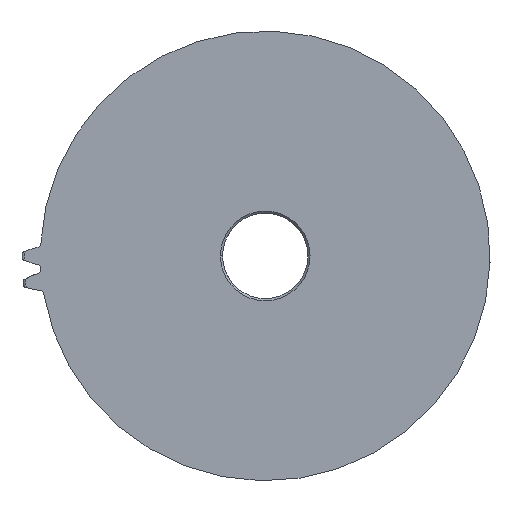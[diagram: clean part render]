
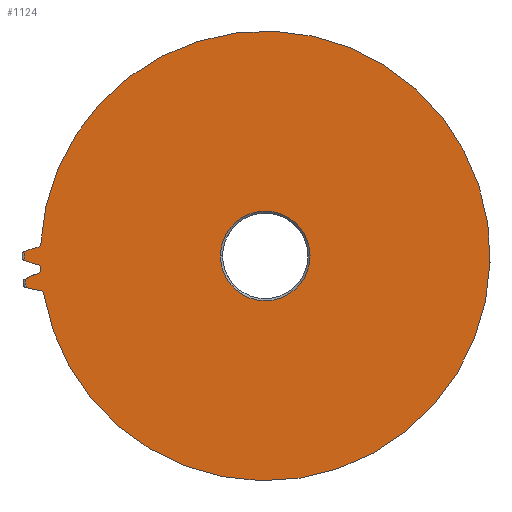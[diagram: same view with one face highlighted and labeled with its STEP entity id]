
A CAD part, left-side view. The second image highlights one B-rep face of the part: STEP entity #1124.
In plain terms, the highlighted planar face has unit normal (-1, 0, 0).
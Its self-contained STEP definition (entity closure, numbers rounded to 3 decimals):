
#252=CARTESIAN_POINT('',(-2.5,11.298,0.2));
#253=CARTESIAN_POINT('',(-2.5,11.298,0.2));
#254=CARTESIAN_POINT('',(-2.5,11.263,0.215));
#255=CARTESIAN_POINT('',(-2.5,11.193,0.243));
#256=CARTESIAN_POINT('',(-2.5,11.088,0.283));
#257=CARTESIAN_POINT('',(-2.5,10.983,0.319));
#258=CARTESIAN_POINT('',(-2.5,10.876,0.352));
#259=CARTESIAN_POINT('',(-2.5,10.768,0.381));
#260=CARTESIAN_POINT('',(-2.5,10.691,0.4));
#261=CARTESIAN_POINT('',(-2.5,10.65,0.408));
#262=CARTESIAN_POINT('',(-2.5,10.645,0.409));
#264=CARTESIAN_POINT('',(-2.5,10.678,0.562));
#265=DIRECTION('',(-1.,0.,0.));
#266=DIRECTION('',(0.,-0.213,-0.977));
#267=AXIS2_PLACEMENT_3D('',#264,#265,#266);
#269=CARTESIAN_POINT('',(-2.5,10.545,-1.776));
#270=DIRECTION('',(-1.,0.,0.));
#271=DIRECTION('',(0.,-0.986,0.166));
#272=AXIS2_PLACEMENT_3D('',#269,#270,#271);
#274=CARTESIAN_POINT('',(-2.5,10.529,-1.62));
#275=CARTESIAN_POINT('',(-2.5,10.534,-1.62));
#276=CARTESIAN_POINT('',(-2.5,10.576,-1.616));
#277=CARTESIAN_POINT('',(-2.5,10.654,-1.606));
#278=CARTESIAN_POINT('',(-2.5,10.765,-1.589));
#279=CARTESIAN_POINT('',(-2.5,10.875,-1.569));
#280=CARTESIAN_POINT('',(-2.5,10.984,-1.545));
#281=CARTESIAN_POINT('',(-2.5,11.092,-1.518));
#282=CARTESIAN_POINT('',(-2.5,11.165,-1.497));
#283=CARTESIAN_POINT('',(-2.5,11.201,-1.487));
#284=CARTESIAN_POINT('',(-2.5,11.202,-1.487));
#286=CARTESIAN_POINT('',(-2.5,0.,0.));
#287=DIRECTION('',(-1.,0.,0.));
#288=DIRECTION('',(0.,0.995,-0.096));
#289=AXIS2_PLACEMENT_3D('',#286,#287,#288);
#291=CARTESIAN_POINT('',(-2.5,11.247,-1.089));
#292=CARTESIAN_POINT('',(-2.5,11.247,-1.089));
#293=CARTESIAN_POINT('',(-2.5,11.214,-1.07));
#294=CARTESIAN_POINT('',(-2.5,11.148,-1.034));
#295=CARTESIAN_POINT('',(-2.5,11.048,-0.983));
#296=CARTESIAN_POINT('',(-2.5,10.947,-0.935));
#297=CARTESIAN_POINT('',(-2.5,10.845,-0.89));
#298=CARTESIAN_POINT('',(-2.5,10.741,-0.849));
#299=CARTESIAN_POINT('',(-2.5,10.667,-0.822));
#300=CARTESIAN_POINT('',(-2.5,10.627,-0.808));
#301=CARTESIAN_POINT('',(-2.5,10.623,-0.807));
#303=CARTESIAN_POINT('',(-2.5,10.673,-0.659));
#304=DIRECTION('',(-1.,0.,0.));
#305=DIRECTION('',(0.,-0.323,-0.947));
#306=AXIS2_PLACEMENT_3D('',#303,#304,#305);
#308=CARTESIAN_POINT('',(-2.5,10.678,-0.562));
#309=DIRECTION('',(-1.,0.,0.));
#310=DIRECTION('',(0.,-0.999,0.053));
#311=AXIS2_PLACEMENT_3D('',#308,#309,#310);
#313=CARTESIAN_POINT('',(-2.5,10.645,-0.409));
#314=CARTESIAN_POINT('',(-2.5,10.65,-0.408));
#315=CARTESIAN_POINT('',(-2.5,10.691,-0.4));
#316=CARTESIAN_POINT('',(-2.5,10.768,-0.381));
#317=CARTESIAN_POINT('',(-2.5,10.876,-0.352));
#318=CARTESIAN_POINT('',(-2.5,10.983,-0.319));
#319=CARTESIAN_POINT('',(-2.5,11.088,-0.283));
#320=CARTESIAN_POINT('',(-2.5,11.193,-0.243));
#321=CARTESIAN_POINT('',(-2.5,11.263,-0.215));
#322=CARTESIAN_POINT('',(-2.5,11.298,-0.2));
#323=CARTESIAN_POINT('',(-2.5,11.298,-0.2));
#325=CARTESIAN_POINT('',(-2.5,0.,0.));
#326=DIRECTION('',(-1.,0.,0.));
#327=DIRECTION('',(0.,1.,0.));
#328=AXIS2_PLACEMENT_3D('',#325,#326,#327);
#330=CARTESIAN_POINT('',(-2.5,0.,0.));
#331=DIRECTION('',(-1.,0.,0.));
#332=DIRECTION('',(0.,-1.,0.));
#333=AXIS2_PLACEMENT_3D('',#330,#331,#332);
#340=CARTESIAN_POINT('',(-2.5,0.,0.));
#341=DIRECTION('',(-1.,0.,0.));
#342=DIRECTION('',(0.,1.,0.018));
#343=AXIS2_PLACEMENT_3D('',#340,#341,#342);
#354=CARTESIAN_POINT('',(-2.5,11.298,-0.2));
#388=CARTESIAN_POINT('',(-2.5,0.,0.));
#389=DIRECTION('',(-1.,0.,0.));
#390=DIRECTION('',(0.,0.999,-0.053));
#391=AXIS2_PLACEMENT_3D('',#388,#389,#390);
#397=CARTESIAN_POINT('',(-2.5,0.,0.));
#398=DIRECTION('',(-1.,0.,0.));
#399=DIRECTION('',(0.,0.986,-0.166));
#400=AXIS2_PLACEMENT_3D('',#397,#398,#399);
#556=CARTESIAN_POINT('',(-2.5,11.298,0.2));
#643=CARTESIAN_POINT('',(-2.5,10.645,0.409));
#645=VERTEX_POINT('',#643);
#647=CARTESIAN_POINT('',(-2.5,10.645,-0.409));
#649=VERTEX_POINT('',#647);
#651=CARTESIAN_POINT('',(-2.5,10.523,0.554));
#653=VERTEX_POINT('',#651);
#655=CARTESIAN_POINT('',(-2.5,10.523,-0.554));
#657=VERTEX_POINT('',#655);
#659=CARTESIAN_POINT('',(-2.5,10.623,-0.807));
#661=VERTEX_POINT('',#659);
#663=CARTESIAN_POINT('',(-2.5,10.529,-1.62));
#665=VERTEX_POINT('',#663);
#667=CARTESIAN_POINT('',(-2.5,10.517,-0.649));
#669=VERTEX_POINT('',#667);
#671=CARTESIAN_POINT('',(-2.5,10.391,-1.75));
#673=VERTEX_POINT('',#671);
#675=CARTESIAN_POINT('',(-2.5,11.247,-1.089));
#676=CARTESIAN_POINT('',(-2.5,11.202,-1.487));
#677=VERTEX_POINT('',#675);
#678=VERTEX_POINT('',#676);
#684=VERTEX_POINT('',#556);
#687=VERTEX_POINT('',#354);
#703=CARTESIAN_POINT('',(-2.5,2.1,0.));
#704=CARTESIAN_POINT('',(-2.5,-2.1,0.));
#705=VERTEX_POINT('',#703);
#706=VERTEX_POINT('',#704);
#1088=CARTESIAN_POINT('',(-2.5,0.,0.));
#1089=DIRECTION('',(1.,0.,0.));
#1090=DIRECTION('',(0.,0.,-1.));
#1091=AXIS2_PLACEMENT_3D('',#1088,#1089,#1090);
#1092=PLANE('',#1091);
#1094=ORIENTED_EDGE('',*,*,#1093,.F.);
#1096=ORIENTED_EDGE('',*,*,#1095,.T.);
#1098=ORIENTED_EDGE('',*,*,#1097,.T.);
#1100=ORIENTED_EDGE('',*,*,#1099,.F.);
#1102=ORIENTED_EDGE('',*,*,#1101,.T.);
#1104=ORIENTED_EDGE('',*,*,#1103,.T.);
#1106=ORIENTED_EDGE('',*,*,#1105,.F.);
#1108=ORIENTED_EDGE('',*,*,#1107,.T.);
#1110=ORIENTED_EDGE('',*,*,#1109,.T.);
#1112=ORIENTED_EDGE('',*,*,#1111,.F.);
#1114=ORIENTED_EDGE('',*,*,#1113,.T.);
#1116=ORIENTED_EDGE('',*,*,#1115,.T.);
#1117=EDGE_LOOP('',(#1094,#1096,#1098,#1100,#1102,#1104,#1106,#1108,#1110,#1112,
#1114,#1116));
#1118=FACE_OUTER_BOUND('',#1117,.F.);
#1119=ORIENTED_EDGE('',*,*,#1078,.T.);
#1121=ORIENTED_EDGE('',*,*,#1120,.T.);
#1122=EDGE_LOOP('',(#1119,#1121));
#1123=FACE_BOUND('',#1122,.F.);
#1124=ADVANCED_FACE('',(#1118,#1123),#1092,.F.);
#263=B_SPLINE_CURVE_WITH_KNOTS('',3,(#252,#253,#254,#255,#256,#257,#258,#259,
#260,#261,#262),.UNSPECIFIED.,.F.,.F.,(4,1,1,1,1,1,1,1,4),(0.,
0.003,0.166,0.329,0.491,
0.654,0.817,0.98,1.),.UNSPECIFIED.);
#268=CIRCLE('',#267,0.156);
#273=CIRCLE('',#272,0.156);
#285=B_SPLINE_CURVE_WITH_KNOTS('',3,(#274,#275,#276,#277,#278,#279,#280,#281,
#282,#283,#284),.UNSPECIFIED.,.F.,.F.,(4,1,1,1,1,1,1,1,4),(0.,
0.02,0.183,0.346,0.509,
0.671,0.834,0.997,1.),.UNSPECIFIED.);
#290=CIRCLE('',#289,11.3);
#302=B_SPLINE_CURVE_WITH_KNOTS('',3,(#291,#292,#293,#294,#295,#296,#297,#298,
#299,#300,#301),.UNSPECIFIED.,.F.,.F.,(4,1,1,1,1,1,1,1,4),(0.,
0.003,0.166,0.329,0.491,
0.654,0.817,0.98,1.),.UNSPECIFIED.);
#307=CIRCLE('',#306,0.156);
#312=CIRCLE('',#311,0.156);
#324=B_SPLINE_CURVE_WITH_KNOTS('',3,(#313,#314,#315,#316,#317,#318,#319,#320,
#321,#322,#323),.UNSPECIFIED.,.F.,.F.,(4,1,1,1,1,1,1,1,4),(0.,
0.02,0.183,0.346,0.509,
0.671,0.834,0.997,1.),.UNSPECIFIED.);
#329=CIRCLE('',#328,2.1);
#334=CIRCLE('',#333,2.1);
#344=CIRCLE('',#343,11.3);
#392=CIRCLE('',#391,10.537);
#401=CIRCLE('',#400,10.537);
#1078=EDGE_CURVE('',#705,#706,#329,.T.);
#1093=EDGE_CURVE('',#684,#687,#344,.T.);
#1095=EDGE_CURVE('',#684,#645,#263,.T.);
#1097=EDGE_CURVE('',#645,#653,#268,.T.);
#1099=EDGE_CURVE('',#673,#653,#401,.T.);
#1101=EDGE_CURVE('',#673,#665,#273,.T.);
#1103=EDGE_CURVE('',#665,#678,#285,.T.);
#1105=EDGE_CURVE('',#677,#678,#290,.T.);
#1107=EDGE_CURVE('',#677,#661,#302,.T.);
#1109=EDGE_CURVE('',#661,#669,#307,.T.);
#1111=EDGE_CURVE('',#657,#669,#392,.T.);
#1113=EDGE_CURVE('',#657,#649,#312,.T.);
#1115=EDGE_CURVE('',#649,#687,#324,.T.);
#1120=EDGE_CURVE('',#706,#705,#334,.T.);
